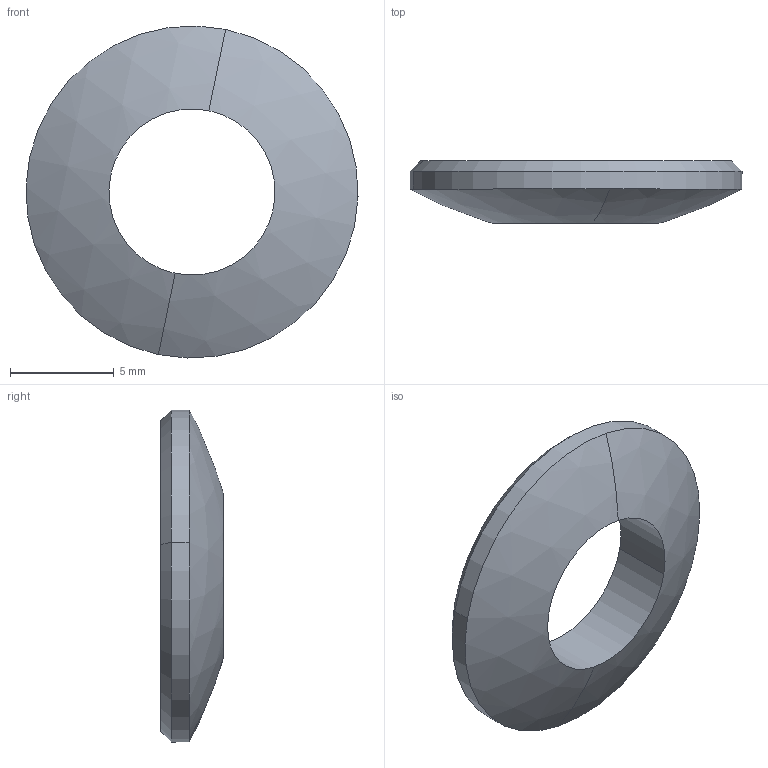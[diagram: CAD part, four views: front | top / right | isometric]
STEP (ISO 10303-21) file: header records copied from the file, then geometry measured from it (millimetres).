
FILE_DESCRIPTION (( 'STEP AP214' ), '1' );
FILE_NAME ('WDS-803-206M.step', '2011-04-15T08:58:01', ( 'SysAdmin' ), ( 'SolidWorks' ), 'SwSTEP 2.0', 'SolidWorks 2011', '' );
FILE_SCHEMA (( 'AUTOMOTIVE_DESIGN' ));
Length unit declared in the file: millimetre
Products named in the file (2): WDS-803-206M; WDS-803-206M_803M_803-206M
Assembly tree (1 placements, depth 2):
  WDS-803-206M
    WDS-803-206M_803M_803-206M
Bounding box: 15.99 x 3 x 15.99 mm (x, y, z)
Volume: 325.2 mm3; surface area: 444.2 mm2
Topology: 1 solids, 1 shells, 9 faces, 22 edges, 14 vertices
Faces by surface type: cylinder 4, sphere 2, cone 2, plane 1
Entity records: 346 total; most frequent: DIRECTION 64, CARTESIAN_POINT 49, ORIENTED_EDGE 44, AXIS2_PLACEMENT_3D 29, EDGE_CURVE 22, CIRCLE 16, VERTEX_POINT 14, EDGE_LOOP 10
